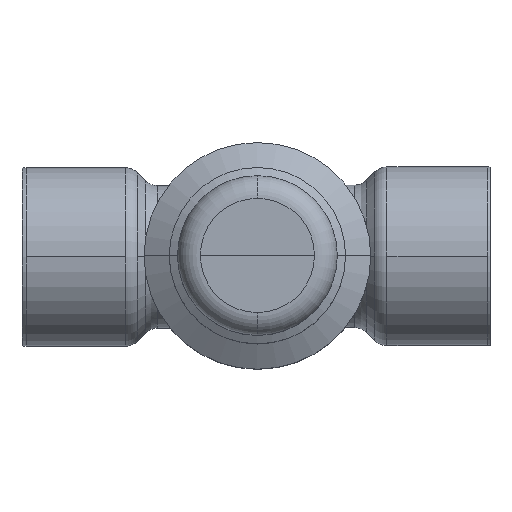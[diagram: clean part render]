
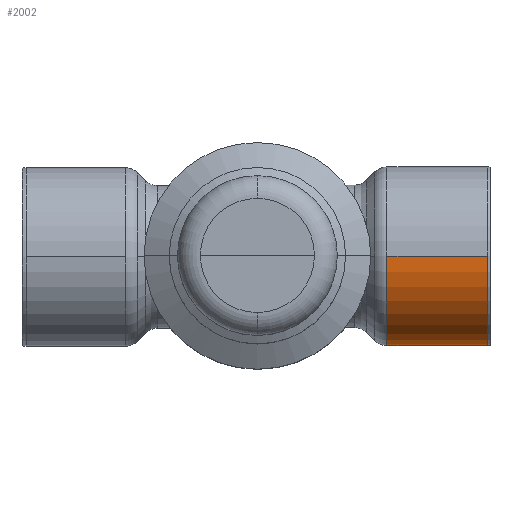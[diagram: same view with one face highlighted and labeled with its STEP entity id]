
A CAD part, top view. The second image highlights one B-rep face of the part: STEP entity #2002.
In plain terms, the highlighted cylindrical face has radius 11.938 mm (diameter 23.876 mm), a partial arc.
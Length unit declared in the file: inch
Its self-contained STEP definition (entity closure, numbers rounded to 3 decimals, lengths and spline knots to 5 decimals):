
#227=FACE_OUTER_BOUND($,#349,.T.);
#349=EDGE_LOOP($,(#1758,#1759,#1760,#1761,#1762,#1763));
#439=CIRCLE($,#2102,0.47);
#445=CIRCLE($,#2110,0.47);
#539=CIRCLE($,#2268,0.47);
#540=CIRCLE($,#2270,0.47);
#591=LINE($,#3336,#705);
#592=LINE($,#3339,#706);
#705=VECTOR($,#2497,0.52964);
#706=VECTOR($,#2500,0.52964);
#863=VERTEX_POINT($,#3328);
#864=VERTEX_POINT($,#3330);
#865=VERTEX_POINT($,#3334);
#866=VERTEX_POINT($,#3335);
#867=VERTEX_POINT($,#3338);
#870=VERTEX_POINT($,#3346);
#1064=EDGE_CURVE($,#863,#864,#439,.T.);
#1066=EDGE_CURVE($,#865,#866,#591,.T.);
#1068=EDGE_CURVE($,#864,#867,#592,.T.);
#1072=EDGE_CURVE($,#870,#867,#445,.T.);
#1256=EDGE_CURVE($,#866,#870,#539,.T.);
#1257=EDGE_CURVE($,#865,#863,#540,.T.);
#1758=ORIENTED_EDGE($,*,*,#1066,.T.);
#1759=ORIENTED_EDGE($,*,*,#1256,.T.);
#1760=ORIENTED_EDGE($,*,*,#1072,.T.);
#1761=ORIENTED_EDGE($,*,*,#1068,.F.);
#1762=ORIENTED_EDGE($,*,*,#1064,.F.);
#1763=ORIENTED_EDGE($,*,*,#1257,.F.);
#1899=CYLINDRICAL_SURFACE($,#2269,0.47);
#2002=ADVANCED_FACE($,(#227),#1899,.T.);
#2102=AXIS2_PLACEMENT_3D($,#3331,#2491,#2492);
#2110=AXIS2_PLACEMENT_3D($,#3347,#2509,#2510);
#2268=AXIS2_PLACEMENT_3D($,#4143,#2908,#2909);
#2269=AXIS2_PLACEMENT_3D($,#4144,#2910,#2911);
#2270=AXIS2_PLACEMENT_3D($,#4145,#2912,#2913);
#2491=DIRECTION('center_axis',(1.,0.,0.));
#2492=DIRECTION('ref_axis',(0.,0.,1.));
#2497=DIRECTION($,(-1.,0.,0.));
#2500=DIRECTION($,(-1.,0.,0.));
#2509=DIRECTION('center_axis',(1.,0.,0.));
#2510=DIRECTION('ref_axis',(0.,0.,1.));
#2908=DIRECTION('center_axis',(1.,0.,0.));
#2909=DIRECTION('ref_axis',(0.,0.,1.));
#2910=DIRECTION('center_axis',(1.,0.,0.));
#2911=DIRECTION('ref_axis',(0.,0.,1.));
#2912=DIRECTION('center_axis',(1.,0.,0.));
#2913=DIRECTION('ref_axis',(0.,0.,1.));
#3328=CARTESIAN_POINT('',(2.44842,-0.47,1.84043));
#3330=CARTESIAN_POINT('',(2.44842,0.,1.37043));
#3331=CARTESIAN_POINT('Origin',(2.44842,0.,1.84043));
#3334=CARTESIAN_POINT('',(2.44842,0.,2.31043));
#3335=CARTESIAN_POINT('',(1.91879,0.,2.31043));
#3336=CARTESIAN_POINT($,(2.44842,0.,2.31043));
#3338=CARTESIAN_POINT('',(1.91879,0.,1.37043));
#3339=CARTESIAN_POINT($,(2.44842,0.,1.37043));
#3346=CARTESIAN_POINT('',(1.91879,-0.47,1.84043));
#3347=CARTESIAN_POINT('Origin',(1.91879,0.,1.84043));
#4143=CARTESIAN_POINT('Origin',(1.91879,0.,1.84043));
#4144=CARTESIAN_POINT('Origin',(1.8923,0.,1.84043));
#4145=CARTESIAN_POINT('Origin',(2.44842,0.,1.84043));
